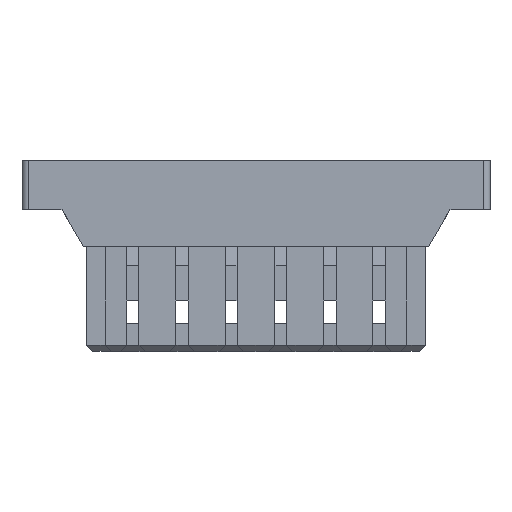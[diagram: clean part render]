
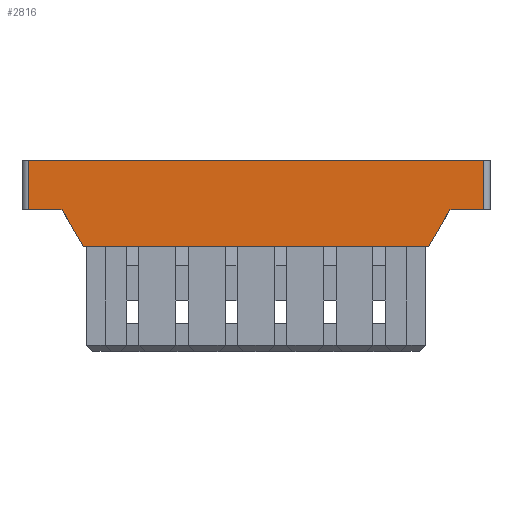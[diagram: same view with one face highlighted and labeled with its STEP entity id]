
A CAD part, top view. The second image highlights one B-rep face of the part: STEP entity #2816.
In plain terms, the highlighted planar face has unit normal (0, 0, 1).
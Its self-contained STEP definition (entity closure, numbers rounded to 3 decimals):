
#213 = ORIENTED_EDGE ( 'NONE', *, *, #3106, .F. ) ;
#350 = CARTESIAN_POINT ( 'NONE',  ( -3.4, 0., 0.81 ) ) ;
#379 = VECTOR ( 'NONE', #6300, 1000. ) ;
#387 = CARTESIAN_POINT ( 'NONE',  ( -3.4, 2.3, 0.81 ) ) ;
#401 = CARTESIAN_POINT ( 'NONE',  ( 3.55, 2.3, 0.81 ) ) ;
#711 = DIRECTION ( 'NONE',  ( 0., 1., 0. ) ) ;
#772 = EDGE_CURVE ( 'NONE', #6545, #6684, #4296, .T. ) ;
#1023 = VECTOR ( 'NONE', #3406, 1000. ) ;
#1143 = CARTESIAN_POINT ( 'NONE',  ( -2.4, 1.7, 0.81 ) ) ;
#1158 = FACE_OUTER_BOUND ( 'NONE', #7920, .T. ) ;
#1218 = EDGE_CURVE ( 'NONE', #6545, #5357, #5219, .T. ) ;
#1588 = CARTESIAN_POINT ( 'NONE',  ( -2.75, 2.3, 0.81 ) ) ;
#1880 = VECTOR ( 'NONE', #711, 1000. ) ;
#1891 = VERTEX_POINT ( 'NONE', #3154 ) ;
#2097 = VERTEX_POINT ( 'NONE', #6417 ) ;
#2208 = VECTOR ( 'NONE', #5847, 1000. ) ;
#2580 = LINE ( 'NONE', #5175, #1880 ) ;
#2816 = ADVANCED_FACE ( 'NONE', ( #1158 ), #4221, .T. ) ;
#3106 = EDGE_CURVE ( 'NONE', #2097, #3759, #3318, .T. ) ;
#3154 = CARTESIAN_POINT ( 'NONE',  ( 3.2, 1.7, 0.81 ) ) ;
#3318 = LINE ( 'NONE', #5127, #2208 ) ;
#3406 = DIRECTION ( 'NONE',  ( 0., -1., 0. ) ) ;
#3431 = ORIENTED_EDGE ( 'NONE', *, *, #1218, .T. ) ;
#3522 = ORIENTED_EDGE ( 'NONE', *, *, #4025, .F. ) ;
#3564 = ORIENTED_EDGE ( 'NONE', *, *, #772, .F. ) ;
#3707 = EDGE_CURVE ( 'NONE', #5357, #3759, #8004, .T. ) ;
#3715 = DIRECTION ( 'NONE',  ( 0., 0., 1. ) ) ;
#3759 = VERTEX_POINT ( 'NONE', #1588 ) ;
#3800 = CARTESIAN_POINT ( 'NONE',  ( 4.1, 3.1, 0.81 ) ) ;
#3833 = LINE ( 'NONE', #1143, #379 ) ;
#3919 = DIRECTION ( 'NONE',  ( -1., 0., 0. ) ) ;
#4001 = CARTESIAN_POINT ( 'NONE',  ( -3.3, 3.1, 0.81 ) ) ;
#4025 = EDGE_CURVE ( 'NONE', #4423, #5423, #7707, .T. ) ;
#4085 = AXIS2_PLACEMENT_3D ( 'NONE', #350, #3715, #6778 ) ;
#4221 = PLANE ( 'NONE',  #4085 ) ;
#4261 = DIRECTION ( 'NONE',  ( 1., 0., 0. ) ) ;
#4296 = LINE ( 'NONE', #4972, #4361 ) ;
#4361 = VECTOR ( 'NONE', #4837, 1000. ) ;
#4423 = VERTEX_POINT ( 'NONE', #5807 ) ;
#4549 = ORIENTED_EDGE ( 'NONE', *, *, #5624, .T. ) ;
#4709 = EDGE_CURVE ( 'NONE', #5423, #1891, #5534, .T. ) ;
#4776 = ORIENTED_EDGE ( 'NONE', *, *, #3707, .T. ) ;
#4837 = DIRECTION ( 'NONE',  ( 1., 0., 0. ) ) ;
#4876 = VECTOR ( 'NONE', #4261, 1000. ) ;
#4972 = CARTESIAN_POINT ( 'NONE',  ( -3.4, 3.1, 0.81 ) ) ;
#5127 = CARTESIAN_POINT ( 'NONE',  ( -2.4, 1.7, 0.81 ) ) ;
#5175 = CARTESIAN_POINT ( 'NONE',  ( 4.1, 0., 0.81 ) ) ;
#5219 = LINE ( 'NONE', #5293, #1023 ) ;
#5293 = CARTESIAN_POINT ( 'NONE',  ( -3.3, 0., 0.81 ) ) ;
#5357 = VERTEX_POINT ( 'NONE', #5466 ) ;
#5423 = VERTEX_POINT ( 'NONE', #8205 ) ;
#5466 = CARTESIAN_POINT ( 'NONE',  ( -3.3, 2.3, 0.81 ) ) ;
#5488 = EDGE_CURVE ( 'NONE', #2097, #1891, #3833, .T. ) ;
#5518 = ORIENTED_EDGE ( 'NONE', *, *, #4709, .F. ) ;
#5534 = LINE ( 'NONE', #401, #7614 ) ;
#5624 = EDGE_CURVE ( 'NONE', #4423, #6684, #2580, .T. ) ;
#5807 = CARTESIAN_POINT ( 'NONE',  ( 4.1, 2.3, 0.81 ) ) ;
#5847 = DIRECTION ( 'NONE',  ( -0.504, 0.864, 0. ) ) ;
#6300 = DIRECTION ( 'NONE',  ( 1., 0., 0. ) ) ;
#6394 = CARTESIAN_POINT ( 'NONE',  ( 4.2, 2.3, 0.81 ) ) ;
#6417 = CARTESIAN_POINT ( 'NONE',  ( -2.4, 1.7, 0.81 ) ) ;
#6545 = VERTEX_POINT ( 'NONE', #4001 ) ;
#6684 = VERTEX_POINT ( 'NONE', #3800 ) ;
#6720 = ORIENTED_EDGE ( 'NONE', *, *, #5488, .T. ) ;
#6778 = DIRECTION ( 'NONE',  ( 1., 0., 0. ) ) ;
#7603 = DIRECTION ( 'NONE',  ( -0.504, -0.864, 0. ) ) ;
#7614 = VECTOR ( 'NONE', #7603, 1000. ) ;
#7707 = LINE ( 'NONE', #6394, #7831 ) ;
#7831 = VECTOR ( 'NONE', #3919, 1000. ) ;
#7920 = EDGE_LOOP ( 'NONE', ( #3522, #4549, #3564, #3431, #4776, #213, #6720, #5518 ) ) ;
#8004 = LINE ( 'NONE', #387, #4876 ) ;
#8205 = CARTESIAN_POINT ( 'NONE',  ( 3.55, 2.3, 0.81 ) ) ;
